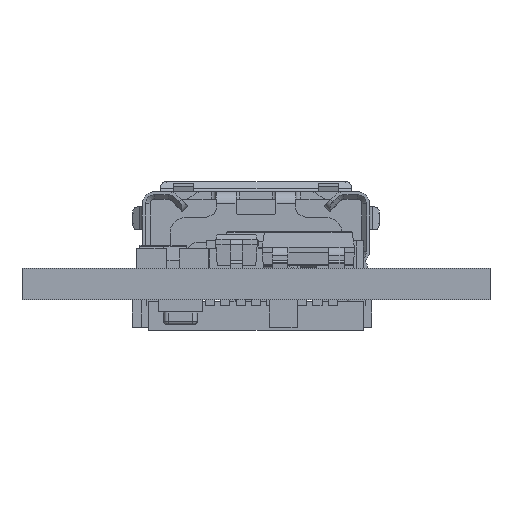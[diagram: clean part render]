
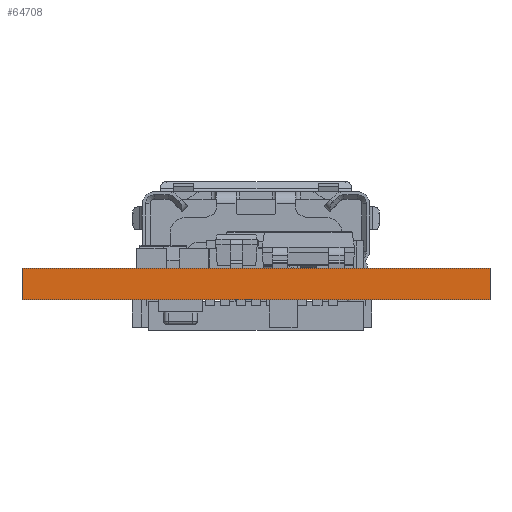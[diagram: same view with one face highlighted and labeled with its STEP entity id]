
A CAD part, front view. The second image highlights one B-rep face of the part: STEP entity #64708.
In plain terms, the highlighted planar face has unit normal (0, -1, 0).
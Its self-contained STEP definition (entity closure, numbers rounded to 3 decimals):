
#4807 = VERTEX_POINT ( 'NONE', #46129 ) ;
#7802 = DIRECTION ( 'NONE',  ( 1., 0., 0. ) ) ;
#8942 = VERTEX_POINT ( 'NONE', #65536 ) ;
#9807 = ORIENTED_EDGE ( 'NONE', *, *, #10568, .F. ) ;
#10568 = EDGE_CURVE ( 'NONE', #43740, #4807, #39427, .T. ) ;
#10796 = FACE_OUTER_BOUND ( 'NONE', #29294, .T. ) ;
#11928 = AXIS2_PLACEMENT_3D ( 'NONE', #33062, #15274, #26749 ) ;
#14557 = LINE ( 'NONE', #49616, #45529 ) ;
#15274 = DIRECTION ( 'NONE',  ( 0., 1., 0. ) ) ;
#17593 = CARTESIAN_POINT ( 'NONE',  ( 0., 0., 0. ) ) ;
#20980 = EDGE_CURVE ( 'NONE', #8942, #43740, #14557, .T. ) ;
#23490 = VECTOR ( 'NONE', #53207, 1000. ) ;
#25436 = VECTOR ( 'NONE', #53682, 1000. ) ;
#26749 = DIRECTION ( 'NONE',  ( 0., 0., 1. ) ) ;
#29294 = EDGE_LOOP ( 'NONE', ( #66833, #9807, #37281, #31944 ) ) ;
#30819 = DIRECTION ( 'NONE',  ( 1., 0., 0. ) ) ;
#31944 = ORIENTED_EDGE ( 'NONE', *, *, #54050, .T. ) ;
#33062 = CARTESIAN_POINT ( 'NONE',  ( 0., 0., 1.016 ) ) ;
#35963 = CARTESIAN_POINT ( 'NONE',  ( 0., 0., 1.016 ) ) ;
#37281 = ORIENTED_EDGE ( 'NONE', *, *, #20980, .F. ) ;
#38435 = VERTEX_POINT ( 'NONE', #17593 ) ;
#39427 = LINE ( 'NONE', #77244, #23490 ) ;
#41392 = CARTESIAN_POINT ( 'NONE',  ( 15.24, 0., 1.016 ) ) ;
#43740 = VERTEX_POINT ( 'NONE', #41392 ) ;
#44328 = VECTOR ( 'NONE', #30819, 1000. ) ;
#45427 = EDGE_CURVE ( 'NONE', #38435, #4807, #76022, .T. ) ;
#45529 = VECTOR ( 'NONE', #7802, 1000. ) ;
#46129 = CARTESIAN_POINT ( 'NONE',  ( 15.24, 0., 0. ) ) ;
#49616 = CARTESIAN_POINT ( 'NONE',  ( 0., 0., 1.016 ) ) ;
#51333 = PLANE ( 'NONE',  #11928 ) ;
#53207 = DIRECTION ( 'NONE',  ( 0., 0., -1. ) ) ;
#53682 = DIRECTION ( 'NONE',  ( 0., 0., -1. ) ) ;
#54050 = EDGE_CURVE ( 'NONE', #8942, #38435, #55379, .T. ) ;
#54862 = CARTESIAN_POINT ( 'NONE',  ( 0., 0., 0. ) ) ;
#55379 = LINE ( 'NONE', #35963, #25436 ) ;
#64708 = ADVANCED_FACE ( 'NONE', ( #10796 ), #51333, .F. ) ;
#65536 = CARTESIAN_POINT ( 'NONE',  ( 0., 0., 1.016 ) ) ;
#66833 = ORIENTED_EDGE ( 'NONE', *, *, #45427, .T. ) ;
#76022 = LINE ( 'NONE', #54862, #44328 ) ;
#77244 = CARTESIAN_POINT ( 'NONE',  ( 15.24, 0., 1.016 ) ) ;
